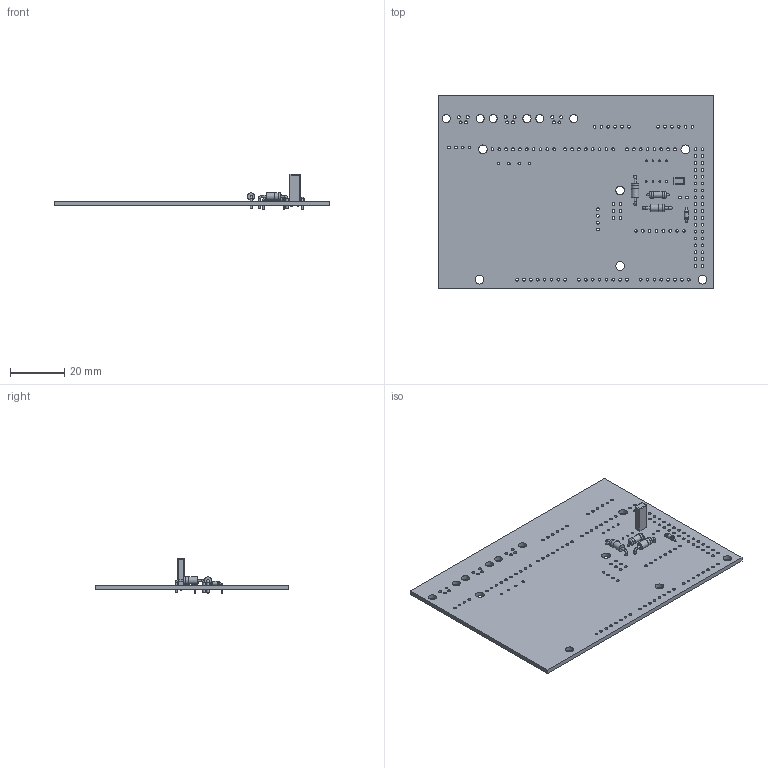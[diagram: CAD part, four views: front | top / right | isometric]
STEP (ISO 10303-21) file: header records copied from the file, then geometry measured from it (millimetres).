
FILE_DESCRIPTION(('KiCad electronic assembly'),'2;1');
FILE_NAME('Mega_Shieldv3.step','2021-02-02T23:22:32',('An Author'),( 'A Company'),'Open CASCADE STEP processor 6.9', 'KiCad to STEP converter','Unknown');
FILE_SCHEMA(('AUTOMOTIVE_DESIGN { 1 0 10303 214 1 1 1 1 }'));
Length unit declared in the file: millimetre
Products named in the file (10): Open CASCADE STEP translator 6.9 1; C_Rect_L4.0mm_W2.5mm_P2.50mm; SOLID; R_Axial_DIN0207_L6.3mm_D2.5mm_P7.62mm_Horizontal; D_DO-41_SOD81_P10.16mm_Horizontal; R_Axial_DIN0204_L3.6mm_D1.6mm_P5.08mm_Horizontal; COMPOUND
Assembly tree (10 placements, depth 3):
  Open CASCADE STEP translator 6.9 1
    C_Rect_L4.0mm_W2.5mm_P2.50mm
      SOLID
    R_Axial_DIN0207_L6.3mm_D2.5mm_P7.62mm_Horizontal
      SOLID
    D_DO-41_SOD81_P10.16mm_Horizontal  x2
      SOLID
    R_Axial_DIN0204_L3.6mm_D1.6mm_P5.08mm_Horizontal
      SOLID
    COMPOUND
Bounding box: 101.98 x 71.75 x 13 mm (x, y, z)
Volume: 11578.5 mm3; surface area: 16163.4 mm2
Topology: 6 solids, 6 shells, 256 faces, 654 edges, 424 vertices
Faces by surface type: cylinder 202, plane 38, torus 12, sphere 4
Full cylindrical faces by diameter (mm): 0.5 x4, 0.6 x2, 0.7 x10, 0.8 x12, 0.9 x4, 1 x30, 1.016 x92, 1.1 x16, 1.44 x1, 1.6 x2, 2.25 x1, 2.5 x2, 2.7 x4, 2.72 x2, 3 x6, 3.2 x6
Entity records: 19281 total; most frequent: CARTESIAN_POINT 4835, DIRECTION 2749, ORIENTED_EDGE 1254, PCURVE 1254, DEFINITIONAL_REPRESENTATION 1254, LINE 1083, VECTOR 1083, CIRCLE 758
